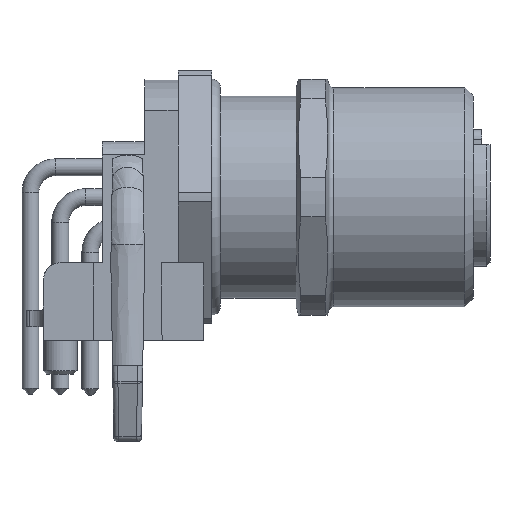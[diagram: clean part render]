
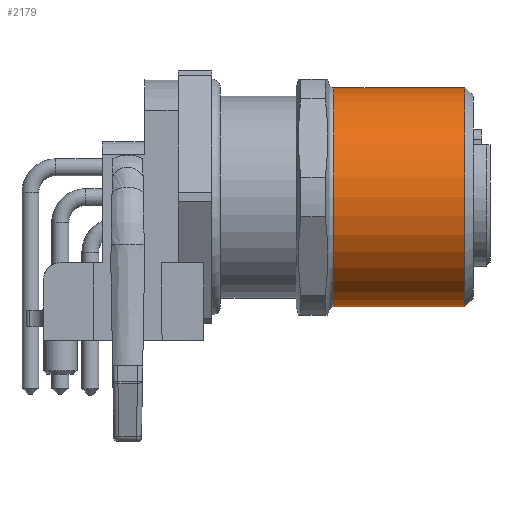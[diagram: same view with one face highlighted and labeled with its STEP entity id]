
A CAD part, left-side view. The second image highlights one B-rep face of the part: STEP entity #2179.
In plain terms, the highlighted cylindrical face has radius 6.5 mm (diameter 13 mm), a full revolution.
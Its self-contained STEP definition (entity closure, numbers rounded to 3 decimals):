
#2179=ADVANCED_FACE('',(#2700,#2701),#2588,.T.);
#2588=CYLINDRICAL_SURFACE('',#7379,6.5);
#2700=FACE_BOUND('',#2839,.T.);
#2701=FACE_BOUND('',#2840,.T.);
#2839=EDGE_LOOP('',(#3362));
#2840=EDGE_LOOP('',(#3363));
#3362=ORIENTED_EDGE('',*,*,#6111,.T.);
#3363=ORIENTED_EDGE('',*,*,#6112,.T.);
#5407=VERTEX_POINT('',#9998);
#5408=VERTEX_POINT('',#10000);
#6111=EDGE_CURVE('',#5407,#5407,#7122,.T.);
#6112=EDGE_CURVE('',#5408,#5408,#7123,.T.);
#7122=CIRCLE('',#7377,6.5);
#7123=CIRCLE('',#7378,6.5);
#7377=AXIS2_PLACEMENT_3D('',#9997,#8054,#8055);
#7378=AXIS2_PLACEMENT_3D('',#9999,#8056,#8057);
#7379=AXIS2_PLACEMENT_3D('',#10001,#8058,#8059);
#8054=DIRECTION('',(0.,-1.,0.));
#8055=DIRECTION('',(-0.5,0.,0.866));
#8056=DIRECTION('',(0.,1.,0.));
#8057=DIRECTION('',(0.5,0.,-0.866));
#8058=DIRECTION('',(0.,-1.,0.));
#8059=DIRECTION('',(0.5,0.,-0.866));
#9997=CARTESIAN_POINT('',(0.,-9.23,0.));
#9998=CARTESIAN_POINT('',(-3.25,-9.23,5.629));
#9999=CARTESIAN_POINT('',(0.,-17.,0.));
#10000=CARTESIAN_POINT('',(3.25,-17.,-5.629));
#10001=CARTESIAN_POINT('',(0.,-17.5,0.));
